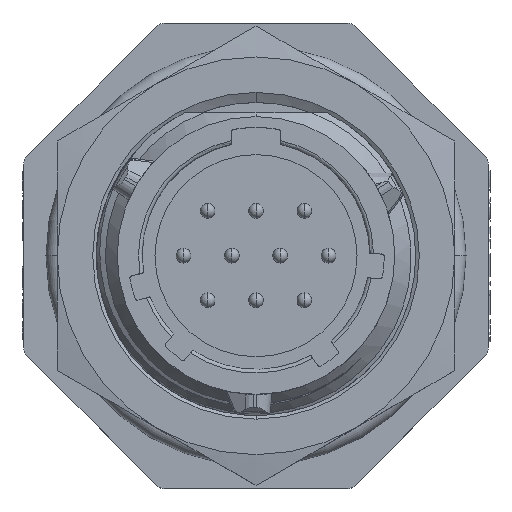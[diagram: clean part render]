
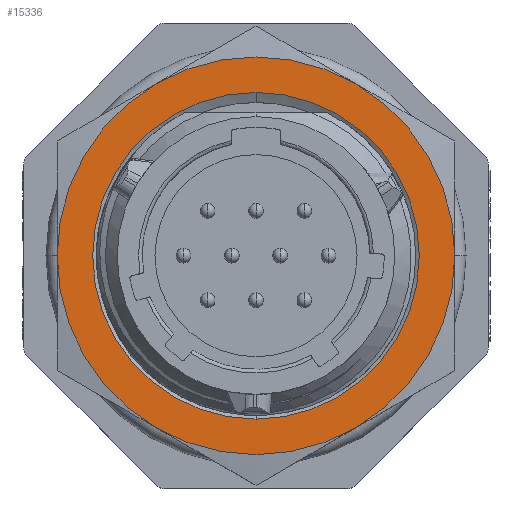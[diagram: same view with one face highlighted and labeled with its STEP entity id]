
A CAD part, top view. The second image highlights one B-rep face of the part: STEP entity #15336.
In plain terms, the highlighted planar face has unit normal (0, 0, 1).
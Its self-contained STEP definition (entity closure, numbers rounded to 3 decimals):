
#4860=CARTESIAN_POINT('',(0.,0.,9.77));
#4861=DIRECTION('',(0.,0.,1.));
#4862=DIRECTION('',(1.,0.,0.));
#4863=AXIS2_PLACEMENT_3D('',#4860,#4861,#4862);
#4865=CARTESIAN_POINT('',(0.,0.,9.77));
#4866=DIRECTION('',(0.,0.,1.));
#4867=DIRECTION('',(0.5,-0.866,0.));
#4868=AXIS2_PLACEMENT_3D('',#4865,#4866,#4867);
#4870=CARTESIAN_POINT('',(0.,0.,9.77));
#4871=DIRECTION('',(0.,0.,1.));
#4872=DIRECTION('',(-0.5,-0.866,0.));
#4873=AXIS2_PLACEMENT_3D('',#4870,#4871,#4872);
#4875=CARTESIAN_POINT('',(0.,0.,9.77));
#4876=DIRECTION('',(0.,0.,1.));
#4877=DIRECTION('',(-1.,0.,0.));
#4878=AXIS2_PLACEMENT_3D('',#4875,#4876,#4877);
#4880=CARTESIAN_POINT('',(0.,0.,9.77));
#4881=DIRECTION('',(0.,0.,1.));
#4882=DIRECTION('',(-0.5,0.866,0.));
#4883=AXIS2_PLACEMENT_3D('',#4880,#4881,#4882);
#4885=CARTESIAN_POINT('',(0.,0.,9.77));
#4886=DIRECTION('',(0.,0.,1.));
#4887=DIRECTION('',(0.5,0.866,0.));
#4888=AXIS2_PLACEMENT_3D('',#4885,#4886,#4887);
#4890=CARTESIAN_POINT('',(0.,0.,9.77));
#4891=DIRECTION('',(0.,0.,-1.));
#4892=DIRECTION('',(0.,1.,0.));
#4893=AXIS2_PLACEMENT_3D('',#4890,#4891,#4892);
#4895=CARTESIAN_POINT('',(0.,0.,9.77));
#4896=DIRECTION('',(0.,0.,-1.));
#4897=DIRECTION('',(0.,-1.,0.));
#4898=AXIS2_PLACEMENT_3D('',#4895,#4896,#4897);
#9821=CARTESIAN_POINT('',(0.,11.15,9.77));
#9822=CARTESIAN_POINT('',(0.,-11.15,9.77));
#9823=VERTEX_POINT('',#9821);
#9824=VERTEX_POINT('',#9822);
#9835=CARTESIAN_POINT('',(13.575,0.,9.77));
#9836=CARTESIAN_POINT('',(6.788,11.756,9.77));
#9837=VERTEX_POINT('',#9835);
#9838=VERTEX_POINT('',#9836);
#9839=CARTESIAN_POINT('',(-6.787,11.756,9.77));
#9840=VERTEX_POINT('',#9839);
#9841=CARTESIAN_POINT('',(-13.575,0.,9.77));
#9842=VERTEX_POINT('',#9841);
#9843=CARTESIAN_POINT('',(-6.788,-11.756,9.77));
#9844=VERTEX_POINT('',#9843);
#9845=CARTESIAN_POINT('',(6.787,-11.756,9.77));
#9846=VERTEX_POINT('',#9845);
#15311=CARTESIAN_POINT('',(0.,0.,9.77));
#15312=DIRECTION('',(0.,0.,1.));
#15313=DIRECTION('',(1.,0.,0.));
#15314=AXIS2_PLACEMENT_3D('',#15311,#15312,#15313);
#15315=PLANE('',#15314);
#15317=ORIENTED_EDGE('',*,*,#15316,.F.);
#15319=ORIENTED_EDGE('',*,*,#15318,.F.);
#15321=ORIENTED_EDGE('',*,*,#15320,.F.);
#15323=ORIENTED_EDGE('',*,*,#15322,.F.);
#15325=ORIENTED_EDGE('',*,*,#15324,.F.);
#15327=ORIENTED_EDGE('',*,*,#15326,.F.);
#15328=EDGE_LOOP('',(#15317,#15319,#15321,#15323,#15325,#15327));
#15329=FACE_OUTER_BOUND('',#15328,.F.);
#15331=ORIENTED_EDGE('',*,*,#15330,.F.);
#15333=ORIENTED_EDGE('',*,*,#15332,.F.);
#15334=EDGE_LOOP('',(#15331,#15333));
#15335=FACE_BOUND('',#15334,.F.);
#15336=ADVANCED_FACE('',(#15329,#15335),#15315,.T.);
#4864=CIRCLE('',#4863,13.575);
#4869=CIRCLE('',#4868,13.575);
#4874=CIRCLE('',#4873,13.575);
#4879=CIRCLE('',#4878,13.575);
#4884=CIRCLE('',#4883,13.575);
#4889=CIRCLE('',#4888,13.575);
#4894=CIRCLE('',#4893,11.15);
#4899=CIRCLE('',#4898,11.15);
#15316=EDGE_CURVE('',#9837,#9838,#4864,.T.);
#15318=EDGE_CURVE('',#9846,#9837,#4869,.T.);
#15320=EDGE_CURVE('',#9844,#9846,#4874,.T.);
#15322=EDGE_CURVE('',#9842,#9844,#4879,.T.);
#15324=EDGE_CURVE('',#9840,#9842,#4884,.T.);
#15326=EDGE_CURVE('',#9838,#9840,#4889,.T.);
#15330=EDGE_CURVE('',#9823,#9824,#4894,.T.);
#15332=EDGE_CURVE('',#9824,#9823,#4899,.T.);
